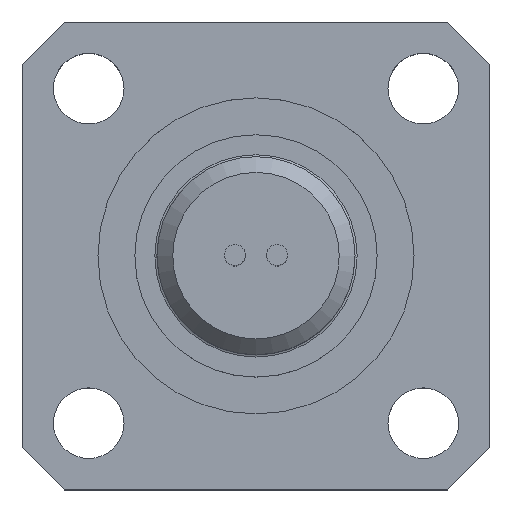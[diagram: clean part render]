
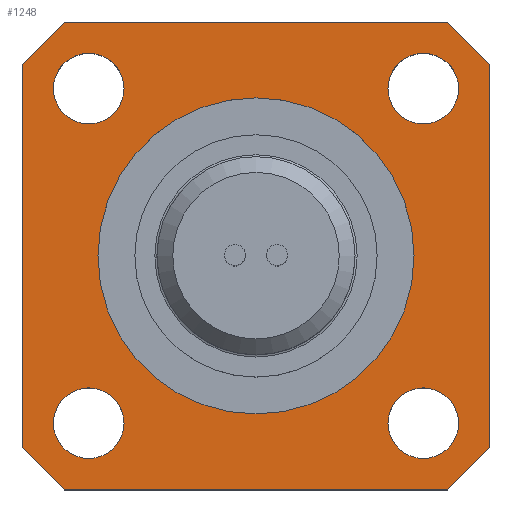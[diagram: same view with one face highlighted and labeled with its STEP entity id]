
A CAD part, top view. The second image highlights one B-rep face of the part: STEP entity #1248.
In plain terms, the highlighted planar face has unit normal (0, 0, 1).
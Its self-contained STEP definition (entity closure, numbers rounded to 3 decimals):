
#109=FACE_BOUND($,#282,.T.);
#110=FACE_BOUND($,#283,.T.);
#111=FACE_BOUND($,#284,.T.);
#112=FACE_BOUND($,#285,.T.);
#113=FACE_BOUND($,#286,.T.);
#156=CIRCLE($,#1342,15.);
#157=CIRCLE($,#1343,3.35);
#158=CIRCLE($,#1344,3.35);
#159=CIRCLE($,#1345,3.35);
#160=CIRCLE($,#1346,3.35);
#197=FACE_OUTER_BOUND($,#281,.T.);
#281=EDGE_LOOP($,(#902,#903,#904,#905,#906,#907,#908,#909));
#282=EDGE_LOOP($,(#910));
#283=EDGE_LOOP($,(#911));
#284=EDGE_LOOP($,(#912));
#285=EDGE_LOOP($,(#913));
#286=EDGE_LOOP($,(#914));
#395=LINE($,#1744,#486);
#401=LINE($,#1755,#492);
#408=LINE($,#1781,#499);
#411=LINE($,#1786,#502);
#413=LINE($,#1790,#504);
#415=LINE($,#1794,#506);
#417=LINE($,#1797,#508);
#418=LINE($,#1798,#509);
#486=VECTOR($,#1439,5.657);
#492=VECTOR($,#1447,36.4);
#499=VECTOR($,#1468,5.657);
#502=VECTOR($,#1473,36.4);
#504=VECTOR($,#1477,5.657);
#506=VECTOR($,#1481,5.657);
#508=VECTOR($,#1485,36.4);
#509=VECTOR($,#1486,36.4);
#577=VERTEX_POINT($,#1742);
#578=VERTEX_POINT($,#1743);
#582=VERTEX_POINT($,#1753);
#593=VERTEX_POINT($,#1779);
#594=VERTEX_POINT($,#1780);
#595=VERTEX_POINT($,#1785);
#596=VERTEX_POINT($,#1789);
#597=VERTEX_POINT($,#1793);
#598=VERTEX_POINT($,#1799);
#599=VERTEX_POINT($,#1801);
#600=VERTEX_POINT($,#1803);
#601=VERTEX_POINT($,#1805);
#602=VERTEX_POINT($,#1807);
#699=EDGE_CURVE($,#577,#578,#395,.T.);
#705=EDGE_CURVE($,#582,#577,#401,.T.);
#717=EDGE_CURVE($,#593,#594,#408,.T.);
#720=EDGE_CURVE($,#594,#595,#411,.T.);
#722=EDGE_CURVE($,#595,#596,#413,.T.);
#724=EDGE_CURVE($,#597,#582,#415,.T.);
#726=EDGE_CURVE($,#596,#597,#417,.T.);
#727=EDGE_CURVE($,#578,#593,#418,.T.);
#728=EDGE_CURVE($,#598,#598,#156,.T.);
#729=EDGE_CURVE($,#599,#599,#157,.T.);
#730=EDGE_CURVE($,#600,#600,#158,.T.);
#731=EDGE_CURVE($,#601,#601,#159,.T.);
#732=EDGE_CURVE($,#602,#602,#160,.T.);
#902=ORIENTED_EDGE($,*,*,#699,.F.);
#903=ORIENTED_EDGE($,*,*,#705,.F.);
#904=ORIENTED_EDGE($,*,*,#724,.F.);
#905=ORIENTED_EDGE($,*,*,#726,.F.);
#906=ORIENTED_EDGE($,*,*,#722,.F.);
#907=ORIENTED_EDGE($,*,*,#720,.F.);
#908=ORIENTED_EDGE($,*,*,#717,.F.);
#909=ORIENTED_EDGE($,*,*,#727,.F.);
#910=ORIENTED_EDGE($,*,*,#728,.T.);
#911=ORIENTED_EDGE($,*,*,#729,.T.);
#912=ORIENTED_EDGE($,*,*,#730,.T.);
#913=ORIENTED_EDGE($,*,*,#731,.T.);
#914=ORIENTED_EDGE($,*,*,#732,.T.);
#1204=PLANE($,#1341);
#1248=ADVANCED_FACE($,(#197,#109,#110,#111,#112,#113),#1204,.T.);
#1341=AXIS2_PLACEMENT_3D($,#1796,#1483,#1484);
#1342=AXIS2_PLACEMENT_3D($,#1800,#1487,#1488);
#1343=AXIS2_PLACEMENT_3D($,#1802,#1489,#1490);
#1344=AXIS2_PLACEMENT_3D($,#1804,#1491,#1492);
#1345=AXIS2_PLACEMENT_3D($,#1806,#1493,#1494);
#1346=AXIS2_PLACEMENT_3D($,#1808,#1495,#1496);
#1439=DIRECTION($,(0.707,0.707,0.));
#1447=DIRECTION($,(0.,1.,0.));
#1468=DIRECTION($,(0.707,-0.707,0.));
#1473=DIRECTION($,(0.,-1.,0.));
#1477=DIRECTION($,(-0.707,-0.707,0.));
#1481=DIRECTION($,(-0.707,0.707,0.));
#1483=DIRECTION('center_axis',(0.,0.,1.));
#1484=DIRECTION('ref_axis',(1.,0.,0.));
#1485=DIRECTION($,(-1.,0.,0.));
#1486=DIRECTION($,(1.,0.,0.));
#1487=DIRECTION('center_axis',(0.,0.,-1.));
#1488=DIRECTION('ref_axis',(-1.,0.,0.));
#1489=DIRECTION('center_axis',(0.,0.,-1.));
#1490=DIRECTION('ref_axis',(1.,0.,0.));
#1491=DIRECTION('center_axis',(0.,0.,-1.));
#1492=DIRECTION('ref_axis',(0.,1.,0.));
#1493=DIRECTION('center_axis',(0.,0.,-1.));
#1494=DIRECTION('ref_axis',(-1.,0.,0.));
#1495=DIRECTION('center_axis',(0.,0.,-1.));
#1496=DIRECTION('ref_axis',(0.,-1.,0.));
#1742=CARTESIAN_POINT('',(-22.2,18.2,9.5));
#1743=CARTESIAN_POINT('',(-18.2,22.2,9.5));
#1744=CARTESIAN_POINT($,(-20.2,20.2,9.5));
#1753=CARTESIAN_POINT('',(-22.2,-18.2,9.5));
#1755=CARTESIAN_POINT($,(-22.2,-22.2,9.5));
#1779=CARTESIAN_POINT('',(18.2,22.2,9.5));
#1780=CARTESIAN_POINT('',(22.2,18.2,9.5));
#1781=CARTESIAN_POINT($,(20.2,20.2,9.5));
#1785=CARTESIAN_POINT('',(22.2,-18.2,9.5));
#1786=CARTESIAN_POINT($,(22.2,22.2,9.5));
#1789=CARTESIAN_POINT('',(18.2,-22.2,9.5));
#1790=CARTESIAN_POINT($,(20.2,-20.2,9.5));
#1793=CARTESIAN_POINT('',(-18.2,-22.2,9.5));
#1794=CARTESIAN_POINT($,(-20.2,-20.2,9.5));
#1796=CARTESIAN_POINT('Origin',(0.,0.,9.5));
#1797=CARTESIAN_POINT($,(22.2,-22.2,9.5));
#1798=CARTESIAN_POINT($,(-22.2,22.2,9.5));
#1799=CARTESIAN_POINT('',(15.,0.,9.5));
#1800=CARTESIAN_POINT('Origin',(0.,0.,9.5));
#1801=CARTESIAN_POINT('',(12.525,15.875,9.5));
#1802=CARTESIAN_POINT('Origin',(15.875,15.875,9.5));
#1803=CARTESIAN_POINT('',(-15.875,12.525,9.5));
#1804=CARTESIAN_POINT('Origin',(-15.875,15.875,9.5));
#1805=CARTESIAN_POINT('',(-12.525,-15.875,9.5));
#1806=CARTESIAN_POINT('Origin',(-15.875,-15.875,9.5));
#1807=CARTESIAN_POINT('',(15.875,-12.525,9.5));
#1808=CARTESIAN_POINT('Origin',(15.875,-15.875,9.5));
